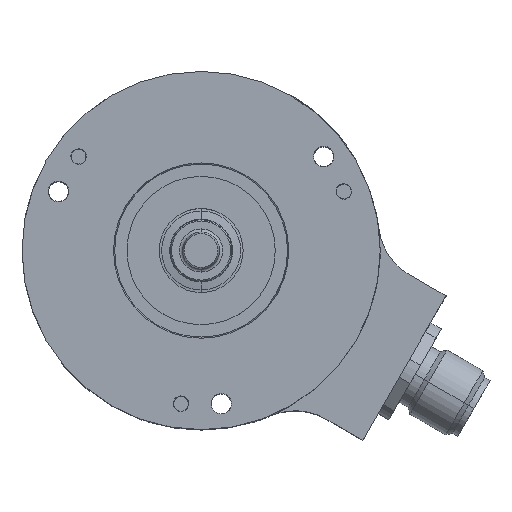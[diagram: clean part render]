
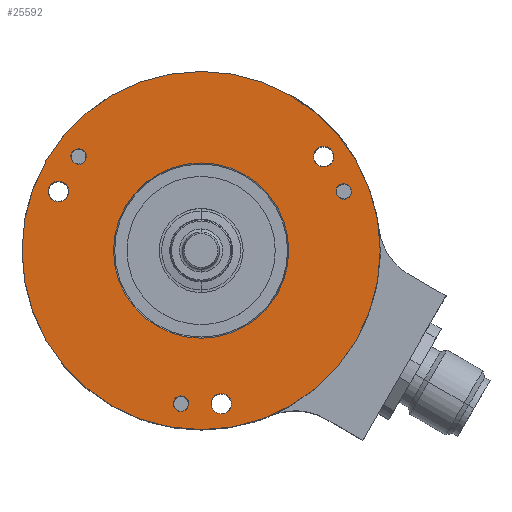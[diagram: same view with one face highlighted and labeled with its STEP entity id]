
A CAD part, top view. The second image highlights one B-rep face of the part: STEP entity #25592.
In plain terms, the highlighted planar face has unit normal (0, 0, 1).
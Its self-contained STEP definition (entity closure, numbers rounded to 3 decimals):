
#4912=CARTESIAN_POINT('',(0.,0.,25.));
#4913=DIRECTION('',(0.,0.,1.));
#4914=DIRECTION('',(1.,0.,0.));
#4915=AXIS2_PLACEMENT_3D('',#4912,#4913,#4914);
#4917=CARTESIAN_POINT('',(0.,0.,25.));
#4918=DIRECTION('',(0.,0.,1.));
#4919=DIRECTION('',(-1.,0.,0.));
#4920=AXIS2_PLACEMENT_3D('',#4917,#4918,#4919);
#4922=CARTESIAN_POINT('',(-19.834,15.219,25.));
#4923=DIRECTION('',(0.,0.,-1.));
#4924=DIRECTION('',(-0.793,0.609,0.));
#4925=AXIS2_PLACEMENT_3D('',#4922,#4923,#4924);
#4927=CARTESIAN_POINT('',(-19.834,15.219,25.));
#4928=DIRECTION('',(0.,0.,-1.));
#4929=DIRECTION('',(0.793,-0.609,0.));
#4930=AXIS2_PLACEMENT_3D('',#4927,#4928,#4929);
#4932=CARTESIAN_POINT('',(-3.263,-24.786,25.));
#4933=DIRECTION('',(0.,0.,-1.));
#4934=DIRECTION('',(-0.131,-0.991,0.));
#4935=AXIS2_PLACEMENT_3D('',#4932,#4933,#4934);
#4937=CARTESIAN_POINT('',(-3.263,-24.786,25.));
#4938=DIRECTION('',(0.,0.,-1.));
#4939=DIRECTION('',(0.131,0.991,0.));
#4940=AXIS2_PLACEMENT_3D('',#4937,#4938,#4939);
#4942=CARTESIAN_POINT('',(23.097,9.567,25.));
#4943=DIRECTION('',(0.,0.,-1.));
#4944=DIRECTION('',(0.924,0.383,0.));
#4945=AXIS2_PLACEMENT_3D('',#4942,#4943,#4944);
#4947=CARTESIAN_POINT('',(23.097,9.567,25.));
#4948=DIRECTION('',(0.,0.,-1.));
#4949=DIRECTION('',(-0.924,-0.383,0.));
#4950=AXIS2_PLACEMENT_3D('',#4947,#4948,#4949);
#4952=CARTESIAN_POINT('',(3.263,-24.786,25.));
#4953=DIRECTION('',(0.,0.,1.));
#4954=DIRECTION('',(0.,-1.,0.));
#4955=AXIS2_PLACEMENT_3D('',#4952,#4953,#4954);
#4957=CARTESIAN_POINT('',(3.263,-24.786,25.));
#4958=DIRECTION('',(0.,0.,1.));
#4959=DIRECTION('',(0.,1.,0.));
#4960=AXIS2_PLACEMENT_3D('',#4957,#4958,#4959);
#4962=CARTESIAN_POINT('',(19.834,15.219,25.));
#4963=DIRECTION('',(0.,0.,1.));
#4964=DIRECTION('',(0.,-1.,0.));
#4965=AXIS2_PLACEMENT_3D('',#4962,#4963,#4964);
#4967=CARTESIAN_POINT('',(19.834,15.219,25.));
#4968=DIRECTION('',(0.,0.,1.));
#4969=DIRECTION('',(0.,1.,0.));
#4970=AXIS2_PLACEMENT_3D('',#4967,#4968,#4969);
#4972=CARTESIAN_POINT('',(-23.097,9.567,25.));
#4973=DIRECTION('',(0.,0.,1.));
#4974=DIRECTION('',(0.,-1.,0.));
#4975=AXIS2_PLACEMENT_3D('',#4972,#4973,#4974);
#4977=CARTESIAN_POINT('',(-23.097,9.567,25.));
#4978=DIRECTION('',(0.,0.,1.));
#4979=DIRECTION('',(0.,1.,0.));
#4980=AXIS2_PLACEMENT_3D('',#4977,#4978,#4979);
#4991=CARTESIAN_POINT('',(0.,0.,25.));
#4992=DIRECTION('',(0.,0.,-1.));
#4993=DIRECTION('',(-1.,0.,0.));
#4994=AXIS2_PLACEMENT_3D('',#4991,#4992,#4993);
#5020=CARTESIAN_POINT('',(0.,0.,25.));
#5021=DIRECTION('',(0.,0.,-1.));
#5022=DIRECTION('',(1.,0.,0.));
#5023=AXIS2_PLACEMENT_3D('',#5020,#5021,#5022);
#19594=CARTESIAN_POINT('',(29.,0.,25.));
#19595=CARTESIAN_POINT('',(-29.,0.,25.));
#19596=VERTEX_POINT('',#19594);
#19597=VERTEX_POINT('',#19595);
#19670=CARTESIAN_POINT('',(-20.826,15.98,25.));
#19671=CARTESIAN_POINT('',(-18.842,14.458,25.));
#19672=VERTEX_POINT('',#19670);
#19673=VERTEX_POINT('',#19671);
#19674=CARTESIAN_POINT('',(-3.426,-26.025,25.));
#19675=CARTESIAN_POINT('',(-3.1,-23.547,25.));
#19676=VERTEX_POINT('',#19674);
#19677=VERTEX_POINT('',#19675);
#19678=CARTESIAN_POINT('',(24.252,10.045,25.));
#19679=CARTESIAN_POINT('',(21.942,9.089,25.));
#19680=VERTEX_POINT('',#19678);
#19681=VERTEX_POINT('',#19679);
#19780=CARTESIAN_POINT('',(14.188,0.,25.));
#19781=CARTESIAN_POINT('',(-14.188,0.,25.));
#19782=VERTEX_POINT('',#19780);
#19783=VERTEX_POINT('',#19781);
#19975=CARTESIAN_POINT('',(3.263,-26.436,25.));
#19976=CARTESIAN_POINT('',(3.263,-23.136,25.));
#19977=VERTEX_POINT('',#19975);
#19978=VERTEX_POINT('',#19976);
#19983=CARTESIAN_POINT('',(19.834,13.569,25.));
#19984=CARTESIAN_POINT('',(19.834,16.869,25.));
#19985=VERTEX_POINT('',#19983);
#19986=VERTEX_POINT('',#19984);
#19991=CARTESIAN_POINT('',(-23.097,7.917,25.));
#19992=CARTESIAN_POINT('',(-23.097,11.217,25.));
#19993=VERTEX_POINT('',#19991);
#19994=VERTEX_POINT('',#19992);
#25541=CARTESIAN_POINT('',(0.,0.,25.));
#25542=DIRECTION('',(0.,0.,1.));
#25543=DIRECTION('',(1.,0.,0.));
#25544=AXIS2_PLACEMENT_3D('',#25541,#25542,#25543);
#25545=PLANE('',#25544);
#25546=ORIENTED_EDGE('',*,*,#25521,.F.);
#25547=ORIENTED_EDGE('',*,*,#25535,.F.);
#25548=EDGE_LOOP('',(#25546,#25547));
#25549=FACE_OUTER_BOUND('',#25548,.F.);
#25551=ORIENTED_EDGE('',*,*,#25550,.F.);
#25553=ORIENTED_EDGE('',*,*,#25552,.F.);
#25554=EDGE_LOOP('',(#25551,#25553));
#25555=FACE_BOUND('',#25554,.F.);
#25557=ORIENTED_EDGE('',*,*,#25556,.F.);
#25559=ORIENTED_EDGE('',*,*,#25558,.F.);
#25560=EDGE_LOOP('',(#25557,#25559));
#25561=FACE_BOUND('',#25560,.F.);
#25563=ORIENTED_EDGE('',*,*,#25562,.F.);
#25565=ORIENTED_EDGE('',*,*,#25564,.F.);
#25566=EDGE_LOOP('',(#25563,#25565));
#25567=FACE_BOUND('',#25566,.F.);
#25569=ORIENTED_EDGE('',*,*,#25568,.F.);
#25571=ORIENTED_EDGE('',*,*,#25570,.F.);
#25572=EDGE_LOOP('',(#25569,#25571));
#25573=FACE_BOUND('',#25572,.F.);
#25575=ORIENTED_EDGE('',*,*,#25574,.T.);
#25577=ORIENTED_EDGE('',*,*,#25576,.T.);
#25578=EDGE_LOOP('',(#25575,#25577));
#25579=FACE_BOUND('',#25578,.F.);
#25581=ORIENTED_EDGE('',*,*,#25580,.T.);
#25583=ORIENTED_EDGE('',*,*,#25582,.T.);
#25584=EDGE_LOOP('',(#25581,#25583));
#25585=FACE_BOUND('',#25584,.F.);
#25587=ORIENTED_EDGE('',*,*,#25586,.T.);
#25589=ORIENTED_EDGE('',*,*,#25588,.T.);
#25590=EDGE_LOOP('',(#25587,#25589));
#25591=FACE_BOUND('',#25590,.F.);
#4916=CIRCLE('',#4915,29.);
#4921=CIRCLE('',#4920,29.);
#4926=CIRCLE('',#4925,1.25);
#4931=CIRCLE('',#4930,1.25);
#4936=CIRCLE('',#4935,1.25);
#4941=CIRCLE('',#4940,1.25);
#4946=CIRCLE('',#4945,1.25);
#4951=CIRCLE('',#4950,1.25);
#4956=CIRCLE('',#4955,1.65);
#4961=CIRCLE('',#4960,1.65);
#4966=CIRCLE('',#4965,1.65);
#4971=CIRCLE('',#4970,1.65);
#4976=CIRCLE('',#4975,1.65);
#4981=CIRCLE('',#4980,1.65);
#4995=CIRCLE('',#4994,14.188);
#5024=CIRCLE('',#5023,14.188);
#25521=EDGE_CURVE('',#19596,#19597,#4916,.T.);
#25535=EDGE_CURVE('',#19597,#19596,#4921,.T.);
#25550=EDGE_CURVE('',#19783,#19782,#4995,.T.);
#25552=EDGE_CURVE('',#19782,#19783,#5024,.T.);
#25556=EDGE_CURVE('',#19672,#19673,#4926,.T.);
#25558=EDGE_CURVE('',#19673,#19672,#4931,.T.);
#25562=EDGE_CURVE('',#19676,#19677,#4936,.T.);
#25564=EDGE_CURVE('',#19677,#19676,#4941,.T.);
#25568=EDGE_CURVE('',#19680,#19681,#4946,.T.);
#25570=EDGE_CURVE('',#19681,#19680,#4951,.T.);
#25574=EDGE_CURVE('',#19977,#19978,#4956,.T.);
#25576=EDGE_CURVE('',#19978,#19977,#4961,.T.);
#25580=EDGE_CURVE('',#19985,#19986,#4966,.T.);
#25582=EDGE_CURVE('',#19986,#19985,#4971,.T.);
#25586=EDGE_CURVE('',#19993,#19994,#4976,.T.);
#25588=EDGE_CURVE('',#19994,#19993,#4981,.T.);
#25592=ADVANCED_FACE('',(#25549,#25555,#25561,#25567,#25573,#25579,#25585,
#25591),#25545,.T.);
